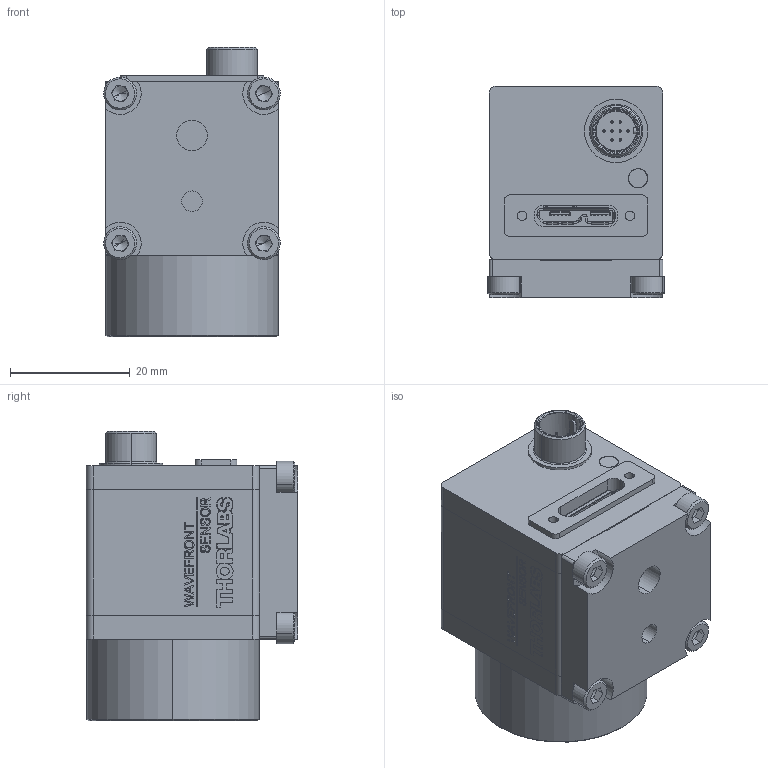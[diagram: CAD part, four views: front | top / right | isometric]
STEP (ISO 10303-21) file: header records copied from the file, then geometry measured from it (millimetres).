
FILE_DESCRIPTION (( 'STEP AP214' ), '1' );
FILE_NAME ('MTN008511-E0W.STEP', '2017-04-19T14:22:44', ( '' ), ( '' ), 'SwSTEP 2.0', 'SolidWorks 2016', '' );
FILE_SCHEMA (( 'AUTOMOTIVE_DESIGN' ));
Length unit declared in the file: millimetre
Products named in the file (1): MTN008511-E0W
Bounding box: 29.49 x 35.35 x 48.3 mm (x, y, z)
Surface area: 21858.6 mm2 (no closed solid volume)
Topology: 0 solids, 490 shells, 2610 faces, 8665 edges, 6692 vertices
Faces by surface type: plane 1900, cylinder 405, bspline 203, cone 76, torus 14, sphere 12
Entity records: 134822 total; most frequent: CARTESIAN_POINT 32369, ORIENTED_EDGE 14424, DIRECTION 13580, EDGE_CURVE 8655, LINE 6804, VECTOR 6804, VERTEX_POINT 6692, AXIS2_PLACEMENT_3D 3388
